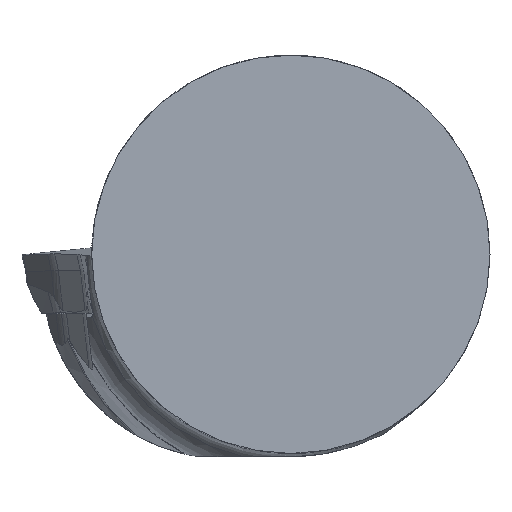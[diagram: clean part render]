
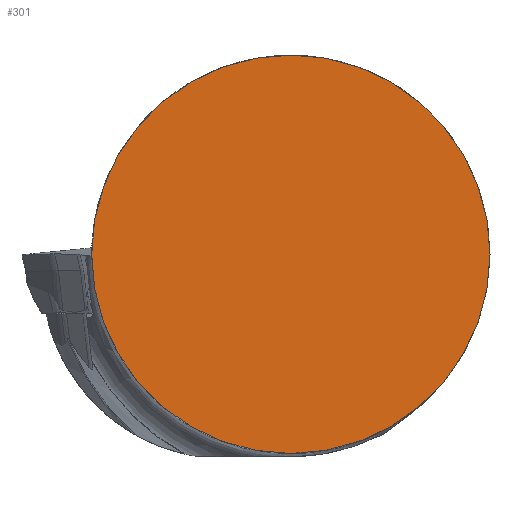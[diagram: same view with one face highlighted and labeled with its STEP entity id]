
A CAD part, top view. The second image highlights one B-rep face of the part: STEP entity #301.
In plain terms, the highlighted planar face has unit normal (0, 0, 1).
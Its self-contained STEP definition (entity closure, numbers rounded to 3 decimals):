
#200=PLANE('',#2386);
#301=ADVANCED_FACE('',(#445),#200,.F.);
#445=FACE_OUTER_BOUND('',#563,.T.);
#563=EDGE_LOOP('',(#1262));
#629=CIRCLE('',#2384,20.);
#1262=ORIENTED_EDGE('',*,*,#1892,.T.);
#1598=VERTEX_POINT('',#4608);
#1892=EDGE_CURVE('',#1598,#1598,#629,.T.);
#2384=AXIS2_PLACEMENT_3D('',#4607,#2780,#2781);
#2386=AXIS2_PLACEMENT_3D('',#4610,#2784,#2785);
#2780=DIRECTION('',(0.,0.,1.));
#2781=DIRECTION('',(-1.,0.,0.));
#2784=DIRECTION('',(0.,0.,-1.));
#2785=DIRECTION('',(-1.,0.,0.));
#4607=CARTESIAN_POINT('',(0.,0.,0.));
#4608=CARTESIAN_POINT('',(-20.,0.,0.));
#4610=CARTESIAN_POINT('',(0.,0.,0.));
